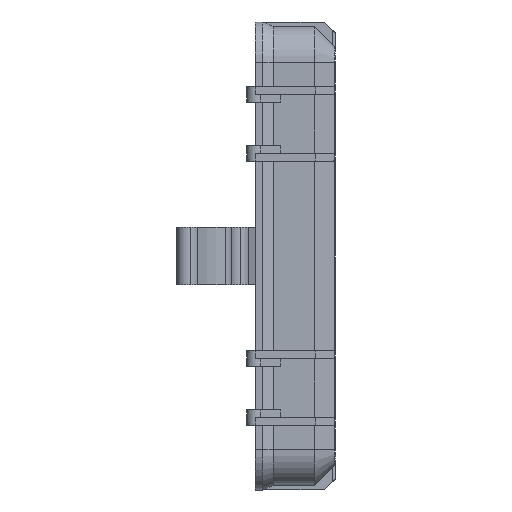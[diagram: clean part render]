
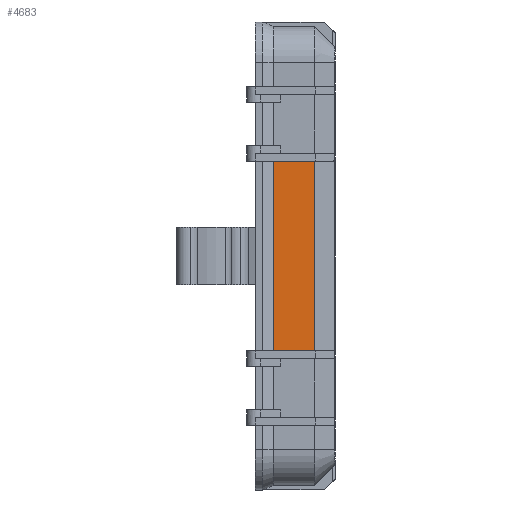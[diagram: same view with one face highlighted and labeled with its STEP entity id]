
A CAD part, left-side view. The second image highlights one B-rep face of the part: STEP entity #4683.
In plain terms, the highlighted planar face has unit normal (-1, 0, 0).
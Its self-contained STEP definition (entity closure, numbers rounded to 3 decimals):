
#107=PLANE('',#5099);
#309=FACE_OUTER_BOUND('',#575,.T.);
#575=EDGE_LOOP('',(#3718,#3719,#3720,#3721));
#1047=LINE('',#7180,#1536);
#1053=LINE('',#7195,#1542);
#1059=LINE('',#7209,#1548);
#1201=LINE('',#7544,#1690);
#1536=VECTOR('',#5756,10.);
#1542=VECTOR('',#5768,10.);
#1548=VECTOR('',#5778,10.);
#1690=VECTOR('',#6068,10.);
#2077=VERTEX_POINT('',#7177);
#2078=VERTEX_POINT('',#7179);
#2084=VERTEX_POINT('',#7193);
#2090=VERTEX_POINT('',#7207);
#2585=EDGE_CURVE('',#2078,#2077,#1047,.T.);
#2593=EDGE_CURVE('',#2084,#2077,#1053,.T.);
#2600=EDGE_CURVE('',#2084,#2090,#1059,.T.);
#2768=EDGE_CURVE('',#2090,#2078,#1201,.T.);
#3718=ORIENTED_EDGE('',*,*,#2600,.T.);
#3719=ORIENTED_EDGE('',*,*,#2768,.T.);
#3720=ORIENTED_EDGE('',*,*,#2585,.T.);
#3721=ORIENTED_EDGE('',*,*,#2593,.F.);
#4683=ADVANCED_FACE('',(#309),#107,.T.);
#5099=AXIS2_PLACEMENT_3D('',#7545,#6069,#6070);
#5756=DIRECTION('',(0.,-1.,0.));
#5768=DIRECTION('',(0.,0.,-1.));
#5778=DIRECTION('',(0.,1.,0.));
#6068=DIRECTION('',(0.,0.,-1.));
#6069=DIRECTION('center_axis',(-1.,0.,0.));
#6070=DIRECTION('ref_axis',(0.,1.,0.));
#7177=CARTESIAN_POINT('',(-57.4,8.406,-38.2));
#7179=CARTESIAN_POINT('',(-57.4,25.,-38.2));
#7180=CARTESIAN_POINT('',(-57.4,13.153,-38.2));
#7193=CARTESIAN_POINT('',(-57.4,8.406,38.2));
#7195=CARTESIAN_POINT('',(-57.4,8.406,78.));
#7207=CARTESIAN_POINT('',(-57.4,25.,38.2));
#7209=CARTESIAN_POINT('',(-57.4,13.153,38.2));
#7544=CARTESIAN_POINT('',(-57.4,25.,78.));
#7545=CARTESIAN_POINT('Origin',(-57.4,8.406,78.));
